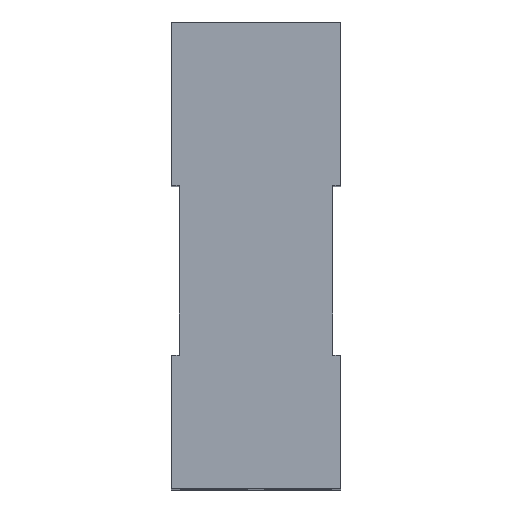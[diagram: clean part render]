
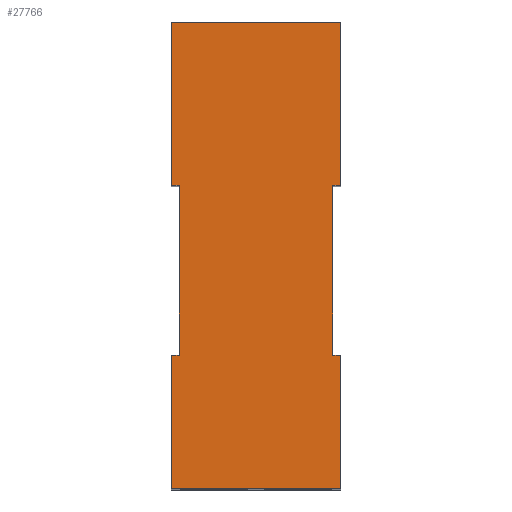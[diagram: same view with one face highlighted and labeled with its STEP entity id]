
A CAD part, top view. The second image highlights one B-rep face of the part: STEP entity #27766.
In plain terms, the highlighted planar face has unit normal (0, 0, 1).
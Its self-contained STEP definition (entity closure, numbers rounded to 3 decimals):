
#13250=DIRECTION('',(-1.,0.,0.));
#13251=VECTOR('',#13250,0.24);
#13252=CARTESIAN_POINT('',(3.81,-10.,1.27));
#13253=LINE('',#13252,#13251);
#13257=DIRECTION('',(0.,-1.,0.));
#13258=VECTOR('',#13257,4.);
#13259=CARTESIAN_POINT('',(3.81,-10.,1.27));
#13260=LINE('',#13259,#13258);
#13264=DIRECTION('',(-1.,0.,0.));
#13265=VECTOR('',#13264,5.08);
#13266=CARTESIAN_POINT('',(3.81,-14.,1.27));
#13267=LINE('',#13266,#13265);
#13271=DIRECTION('',(0.,-1.,0.));
#13272=VECTOR('',#13271,4.);
#13273=CARTESIAN_POINT('',(-1.27,-10.,1.27));
#13274=LINE('',#13273,#13272);
#13278=DIRECTION('',(1.,0.,0.));
#13279=VECTOR('',#13278,0.24);
#13280=CARTESIAN_POINT('',(-1.27,-10.,1.27));
#13281=LINE('',#13280,#13279);
#13285=DIRECTION('',(0.,1.,0.));
#13286=VECTOR('',#13285,5.1);
#13287=CARTESIAN_POINT('',(-1.03,-10.,1.27));
#13288=LINE('',#13287,#13286);
#13292=DIRECTION('',(1.,0.,0.));
#13293=VECTOR('',#13292,0.24);
#13294=CARTESIAN_POINT('',(-1.27,-4.9,1.27));
#13295=LINE('',#13294,#13293);
#13299=DIRECTION('',(0.,-1.,0.));
#13300=VECTOR('',#13299,4.9);
#13301=CARTESIAN_POINT('',(-1.27,0.,1.27));
#13302=LINE('',#13301,#13300);
#13306=DIRECTION('',(1.,0.,0.));
#13307=VECTOR('',#13306,5.08);
#13308=CARTESIAN_POINT('',(-1.27,0.,1.27));
#13309=LINE('',#13308,#13307);
#13313=DIRECTION('',(0.,-1.,0.));
#13314=VECTOR('',#13313,4.9);
#13315=CARTESIAN_POINT('',(3.81,0.,1.27));
#13316=LINE('',#13315,#13314);
#13320=DIRECTION('',(-1.,0.,0.));
#13321=VECTOR('',#13320,0.24);
#13322=CARTESIAN_POINT('',(3.81,-4.9,1.27));
#13323=LINE('',#13322,#13321);
#13327=DIRECTION('',(0.,1.,0.));
#13328=VECTOR('',#13327,5.1);
#13329=CARTESIAN_POINT('',(3.57,-10.,1.27));
#13330=LINE('',#13329,#13328);
#14172=CARTESIAN_POINT('',(-1.27,-10.,1.27));
#14173=CARTESIAN_POINT('',(-1.03,-10.,1.27));
#14174=VERTEX_POINT('',#14172);
#14175=VERTEX_POINT('',#14173);
#14176=CARTESIAN_POINT('',(-1.03,-4.9,1.27));
#14177=VERTEX_POINT('',#14176);
#14178=CARTESIAN_POINT('',(-1.27,-4.9,1.27));
#14179=VERTEX_POINT('',#14178);
#14184=CARTESIAN_POINT('',(-1.27,0.,1.27));
#14185=VERTEX_POINT('',#14184);
#14186=CARTESIAN_POINT('',(-1.27,-14.,1.27));
#14187=VERTEX_POINT('',#14186);
#15387=CARTESIAN_POINT('',(3.57,-4.9,1.27));
#15389=VERTEX_POINT('',#15387);
#16082=CARTESIAN_POINT('',(3.81,0.,1.27));
#16083=VERTEX_POINT('',#16082);
#16084=CARTESIAN_POINT('',(3.81,-14.,1.27));
#16085=VERTEX_POINT('',#16084);
#16114=CARTESIAN_POINT('',(3.81,-10.,1.27));
#16115=CARTESIAN_POINT('',(3.57,-10.,1.27));
#16116=VERTEX_POINT('',#16114);
#16117=VERTEX_POINT('',#16115);
#16118=CARTESIAN_POINT('',(3.81,-4.9,1.27));
#16119=VERTEX_POINT('',#16118);
#27743=CARTESIAN_POINT('',(-1.27,0.,1.27));
#27744=DIRECTION('',(0.,0.,1.));
#27745=DIRECTION('',(1.,0.,0.));
#27746=AXIS2_PLACEMENT_3D('',#27743,#27744,#27745);
#27747=PLANE('',#27746);
#27748=ORIENTED_EDGE('',*,*,#22349,.F.);
#27750=ORIENTED_EDGE('',*,*,#27749,.T.);
#27751=ORIENTED_EDGE('',*,*,#18149,.T.);
#27753=ORIENTED_EDGE('',*,*,#27752,.F.);
#27754=ORIENTED_EDGE('',*,*,#17009,.T.);
#27755=ORIENTED_EDGE('',*,*,#17167,.T.);
#27756=ORIENTED_EDGE('',*,*,#17655,.F.);
#27758=ORIENTED_EDGE('',*,*,#27757,.F.);
#27759=ORIENTED_EDGE('',*,*,#16639,.T.);
#27761=ORIENTED_EDGE('',*,*,#27760,.T.);
#27762=ORIENTED_EDGE('',*,*,#23157,.T.);
#27763=ORIENTED_EDGE('',*,*,#22493,.F.);
#27764=EDGE_LOOP('',(#27748,#27750,#27751,#27753,#27754,#27755,#27756,#27758,
#27759,#27761,#27762,#27763));
#27765=FACE_OUTER_BOUND('',#27764,.F.);
#27766=ADVANCED_FACE('',(#27765),#27747,.T.);
#16639=EDGE_CURVE('',#14185,#16083,#13309,.T.);
#17009=EDGE_CURVE('',#14174,#14175,#13281,.T.);
#17167=EDGE_CURVE('',#14175,#14177,#13288,.T.);
#17655=EDGE_CURVE('',#14179,#14177,#13295,.T.);
#18149=EDGE_CURVE('',#16085,#14187,#13267,.T.);
#22349=EDGE_CURVE('',#16116,#16117,#13253,.T.);
#22493=EDGE_CURVE('',#16117,#15389,#13330,.T.);
#23157=EDGE_CURVE('',#16119,#15389,#13323,.T.);
#27749=EDGE_CURVE('',#16116,#16085,#13260,.T.);
#27752=EDGE_CURVE('',#14174,#14187,#13274,.T.);
#27757=EDGE_CURVE('',#14185,#14179,#13302,.T.);
#27760=EDGE_CURVE('',#16083,#16119,#13316,.T.);
